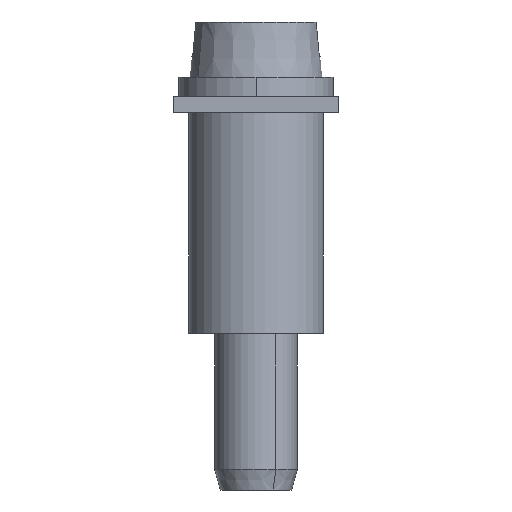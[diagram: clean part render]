
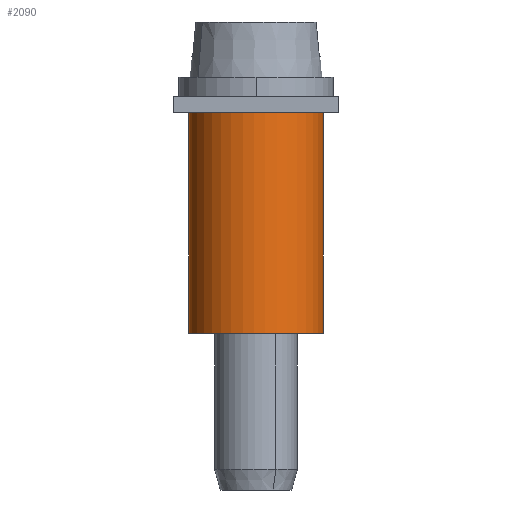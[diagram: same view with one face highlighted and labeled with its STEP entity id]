
A CAD part, left-side view. The second image highlights one B-rep face of the part: STEP entity #2090.
In plain terms, the highlighted cylindrical face has radius 2.45 mm (diameter 4.9 mm), a partial arc.
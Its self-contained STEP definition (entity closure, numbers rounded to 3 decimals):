
#1949=AXIS2_PLACEMENT_3D('Circle Axis2P3D',#1947,#1948,$) ;
#2070=AXIS2_PLACEMENT_3D('Cylinder Axis2P3D',#2067,#2068,#2069) ;
#2081=AXIS2_PLACEMENT_3D('Circle Axis2P3D',#2079,#2080,$) ;
#1909=CARTESIAN_POINT('Vertex',(2.4,5.45,5.7)) ;
#1944=CARTESIAN_POINT('Vertex',(2.252,0.555,5.7)) ;
#1947=CARTESIAN_POINT('Axis2P3D Location',(2.4,3.,5.7)) ;
#2052=CARTESIAN_POINT('Vertex',(2.4,5.45,13.7)) ;
#2055=CARTESIAN_POINT('Line Origine',(2.4,5.45,9.7)) ;
#2067=CARTESIAN_POINT('Axis2P3D Location',(2.4,3.,9.7)) ;
#2072=CARTESIAN_POINT('Line Origine',(2.252,0.555,9.7)) ;
#2076=CARTESIAN_POINT('Vertex',(2.252,0.555,13.7)) ;
#2079=CARTESIAN_POINT('Axis2P3D Location',(2.4,3.,13.7)) ;
#1948=DIRECTION('Axis2P3D Direction',(0.,-0.,1.)) ;
#2056=DIRECTION('Vector Direction',(0.,0.,1.)) ;
#2068=DIRECTION('Axis2P3D Direction',(0.,0.,1.)) ;
#2069=DIRECTION('Axis2P3D XDirection',(1.,-0.03,0.)) ;
#2073=DIRECTION('Vector Direction',(0.,0.,1.)) ;
#2080=DIRECTION('Axis2P3D Direction',(0.,0.,1.)) ;
#2057=VECTOR('Line Direction',#2056,1.) ;
#2074=VECTOR('Line Direction',#2073,1.) ;
#2085=ORIENTED_EDGE('',*,*,#2059,.T.) ;
#2086=ORIENTED_EDGE('',*,*,#1951,.T.) ;
#2087=ORIENTED_EDGE('',*,*,#2078,.F.) ;
#2088=ORIENTED_EDGE('',*,*,#2083,.F.) ;
#2090=ADVANCED_FACE('VH 8-4.9-3.3 SAK2.5.2\\Body.2',(#2089),#2071,.T.) ;
#1950=CIRCLE('generated circle',#1949,2.45) ;
#2082=CIRCLE('generated circle',#2081,2.45) ;
#2071=CYLINDRICAL_SURFACE('generated cylinder',#2070,2.45) ;
#1951=EDGE_CURVE('',#1910,#1945,#1950,.T.) ;
#2059=EDGE_CURVE('',#2053,#1910,#2058,.F.) ;
#2078=EDGE_CURVE('',#2077,#1945,#2075,.F.) ;
#2083=EDGE_CURVE('',#2053,#2077,#2082,.T.) ;
#2084=EDGE_LOOP('',(#2085,#2086,#2087,#2088)) ;
#2089=FACE_OUTER_BOUND('',#2084,.T.) ;
#2058=LINE('Line',#2055,#2057) ;
#2075=LINE('Line',#2072,#2074) ;
#1910=VERTEX_POINT('',#1909) ;
#1945=VERTEX_POINT('',#1944) ;
#2053=VERTEX_POINT('',#2052) ;
#2077=VERTEX_POINT('',#2076) ;
